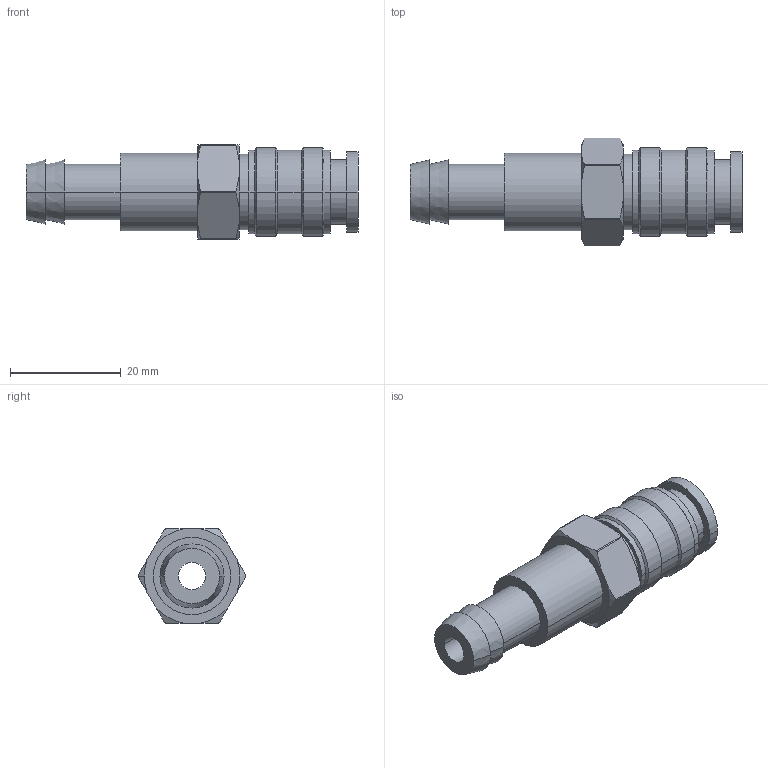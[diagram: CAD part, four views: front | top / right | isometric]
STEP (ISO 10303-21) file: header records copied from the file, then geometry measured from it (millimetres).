
FILE_DESCRIPTION (( 'STEP AP214' ), '1' );
FILE_NAME ('QC-300-05_Kupplung Schottmontage_Export_V1.STEP', '2022-09-29T10:49:44', ( '' ), ( '' ), 'SwSTEP 2.0', 'SolidWorks 2021', '' );
FILE_SCHEMA (( 'AUTOMOTIVE_DESIGN' ));
Length unit declared in the file: millimetre
Products named in the file (1): QC-300-05_Kupplung Schottmontage_Export_V1
Bounding box: 60 x 19.5 x 17 mm (x, y, z)
Volume: 7174.9 mm3; surface area: 4524.8 mm2
Topology: 1 solids, 1 shells, 74 faces, 172 edges, 109 vertices
Faces by surface type: cylinder 31, cone 26, plane 17
Entity records: 2365 total; most frequent: CARTESIAN_POINT 452, DIRECTION 383, ORIENTED_EDGE 344, EDGE_CURVE 172, AXIS2_PLACEMENT_3D 160, VERTEX_POINT 109, EDGE_LOOP 85, CIRCLE 85
